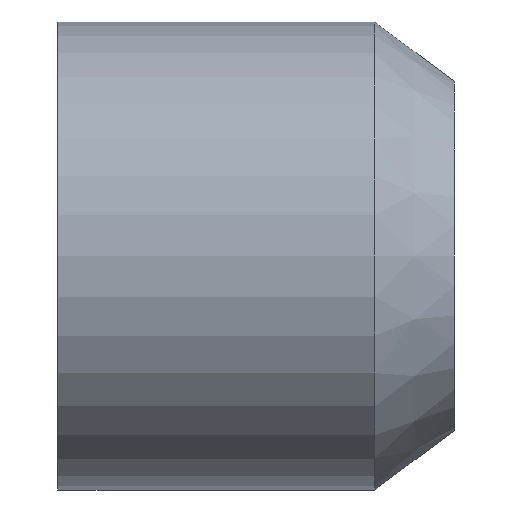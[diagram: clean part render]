
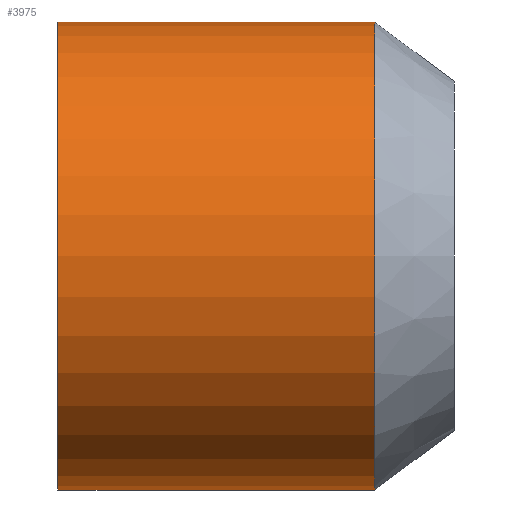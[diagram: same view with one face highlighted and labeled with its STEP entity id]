
A CAD part, left-side view. The second image highlights one B-rep face of the part: STEP entity #3975.
In plain terms, the highlighted cylindrical face has radius 15 mm (diameter 30 mm), a partial arc.
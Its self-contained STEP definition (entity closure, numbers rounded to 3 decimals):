
#25 = VERTEX_POINT ( 'NONE', #191 ) ;
#191 = CARTESIAN_POINT ( 'NONE',  ( 0., 25.4, -15. ) ) ;
#281 = CARTESIAN_POINT ( 'NONE',  ( 0., 25.4, 15. ) ) ;
#458 = ORIENTED_EDGE ( 'NONE', *, *, #675, .T. ) ;
#474 = AXIS2_PLACEMENT_3D ( 'NONE', #1174, #3284, #5391 ) ;
#608 = CARTESIAN_POINT ( 'NONE',  ( 0., 5.08, -15. ) ) ;
#675 = EDGE_CURVE ( 'NONE', #4025, #3694, #3896, .T. ) ;
#773 = FACE_OUTER_BOUND ( 'NONE', #1671, .T. ) ;
#898 = DIRECTION ( 'NONE',  ( 0., 1., 0. ) ) ;
#1174 = CARTESIAN_POINT ( 'NONE',  ( 0., 25.4, 0. ) ) ;
#1446 = AXIS2_PLACEMENT_3D ( 'NONE', #5064, #898, #1761 ) ;
#1671 = EDGE_LOOP ( 'NONE', ( #4866, #458, #3558, #2242 ) ) ;
#1721 = CARTESIAN_POINT ( 'NONE',  ( 0., 0., -15. ) ) ;
#1761 = DIRECTION ( 'NONE',  ( 0., 0., 1. ) ) ;
#2027 = VECTOR ( 'NONE', #3348, 1000. ) ;
#2242 = ORIENTED_EDGE ( 'NONE', *, *, #4373, .T. ) ;
#2335 = AXIS2_PLACEMENT_3D ( 'NONE', #4199, #4577, #3739 ) ;
#2433 = CARTESIAN_POINT ( 'NONE',  ( 0., 0., 15. ) ) ;
#2618 = CIRCLE ( 'NONE', #474, 15. ) ;
#2673 = LINE ( 'NONE', #1721, #2956 ) ;
#2956 = VECTOR ( 'NONE', #3786, 1000. ) ;
#2985 = VERTEX_POINT ( 'NONE', #281 ) ;
#3284 = DIRECTION ( 'NONE',  ( 0., -1., 0. ) ) ;
#3348 = DIRECTION ( 'NONE',  ( 0., 1., 0. ) ) ;
#3534 = LINE ( 'NONE', #2433, #2027 ) ;
#3558 = ORIENTED_EDGE ( 'NONE', *, *, #3795, .T. ) ;
#3694 = VERTEX_POINT ( 'NONE', #4029 ) ;
#3739 = DIRECTION ( 'NONE',  ( 0., 0., 1. ) ) ;
#3786 = DIRECTION ( 'NONE',  ( 0., 1., 0. ) ) ;
#3795 = EDGE_CURVE ( 'NONE', #3694, #2985, #3534, .T. ) ;
#3896 = CIRCLE ( 'NONE', #2335, 15. ) ;
#3975 = ADVANCED_FACE ( 'NONE', ( #773 ), #4980, .T. ) ;
#4025 = VERTEX_POINT ( 'NONE', #608 ) ;
#4029 = CARTESIAN_POINT ( 'NONE',  ( 0., 5.08, 15. ) ) ;
#4199 = CARTESIAN_POINT ( 'NONE',  ( 0., 5.08, 0. ) ) ;
#4373 = EDGE_CURVE ( 'NONE', #2985, #25, #2618, .T. ) ;
#4577 = DIRECTION ( 'NONE',  ( 0., 1., 0. ) ) ;
#4866 = ORIENTED_EDGE ( 'NONE', *, *, #4983, .F. ) ;
#4980 = CYLINDRICAL_SURFACE ( 'NONE', #1446, 15. ) ;
#4983 = EDGE_CURVE ( 'NONE', #4025, #25, #2673, .T. ) ;
#5064 = CARTESIAN_POINT ( 'NONE',  ( 0., 0., 0. ) ) ;
#5391 = DIRECTION ( 'NONE',  ( 0., 0., 1. ) ) ;
